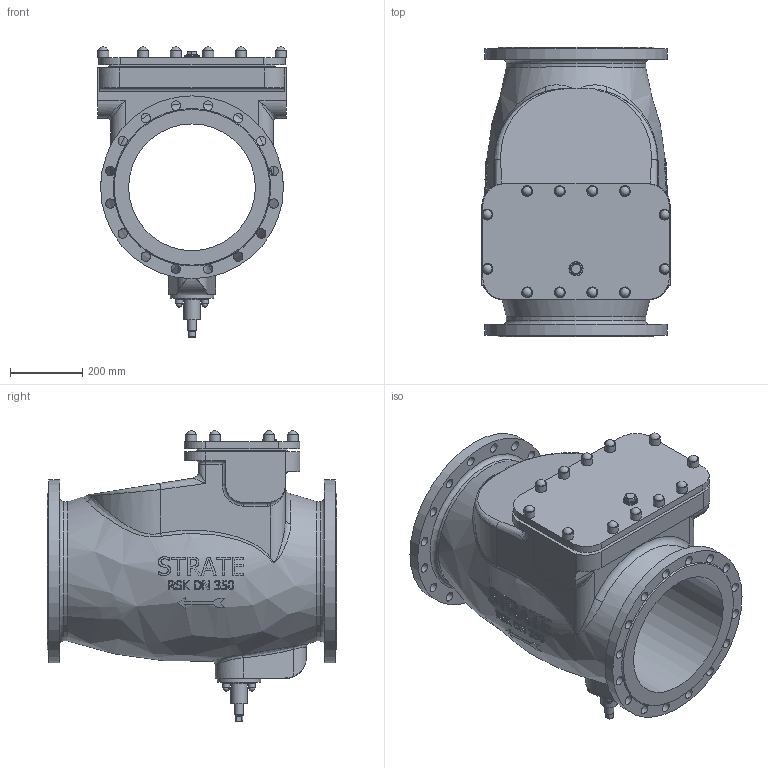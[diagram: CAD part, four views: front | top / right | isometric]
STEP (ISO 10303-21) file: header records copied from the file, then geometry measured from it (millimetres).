
FILE_DESCRIPTION(/* description */ (''),/* implementation_level */ '2;1');
FILE_NAME(/* name */ 'RSK DN 350 U.stp',/* time_stamp */ '2020-01-29T15:51:02+01:00',/* author */ ('aunrein'),/* organization */ (''),/* preprocessor_version */ 'ST-DEVELOPER v16.13',/* originating_system */ 'Autodesk Inventor 2018',/* authorisation */ '');
FILE_SCHEMA (('AUTOMOTIVE_DESIGN { 1 0 10303 214 3 1 1 }'));
Length unit declared in the file: millimetre
Products named in the file (1): RSK DN350 U
Bounding box: 520 x 800 x 801.91 mm (x, y, z)
Volume: 85069357.6 mm3; surface area: 3328977.2 mm2
Topology: 26 solids, 26 shells, 807 faces, 2053 edges, 1323 vertices
Faces by surface type: plane 390, bspline 259, cylinder 104, cone 22, torus 16, sphere 16
Full cylindrical faces by diameter (mm): 18 x1, 20 x8, 21 x1, 24 x1, 25 x1, 26 x32, 30 x12, 31.177 x1, 33.249 x1, 38.9 x1, 39 x1, 46 x1, 78.9 x1, 120 x1, 350 x1, 385 x2, 505 x2
Entity records: 31831 total; most frequent: CARTESIAN_POINT 12999, ORIENTED_EDGE 3818, DIRECTION 3390, EDGE_CURVE 1909, AXIS2_PLACEMENT_3D 1394, VERTEX_POINT 1279, EDGE_LOOP 998, STYLED_ITEM 831
